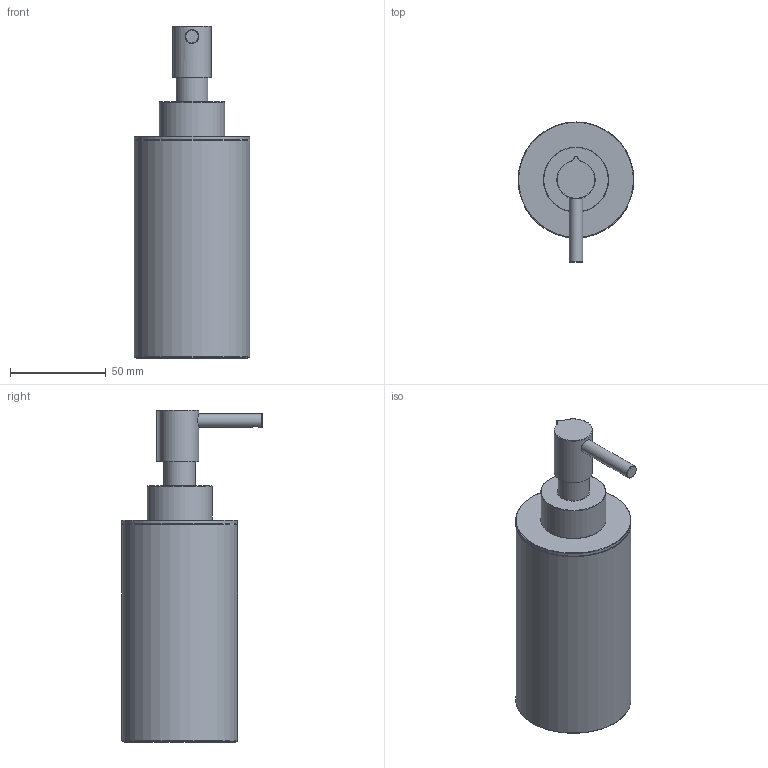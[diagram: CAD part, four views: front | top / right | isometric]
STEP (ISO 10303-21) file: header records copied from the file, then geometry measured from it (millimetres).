
FILE_DESCRIPTION(/* description */ ('Unknown'),/* implementation_level */ '2;1');
FILE_NAME(/* name */ 'GTA10-00',/* time_stamp */ '2026-02-19T10:23:03+01:00',/* author */ ('Unknown'),/* organization */ ('Unknown'),/* preprocessor_version */ 'ST-DEVELOPER v20',/* originating_system */ 'Solid Edge',/* authorisation */ 'Unknown');
FILE_SCHEMA (('MODEL_BASED_INTEGRATED_MANUFACTURING_SCHEMA','AUTOMOTIVE_DESIGN {1 0 10303 214 3 1 1}'));
Length unit declared in the file: millimetre
Products named in the file (9): GTA10-00; GTA09-01; GTA09-001_oa_0; GTA09-02; GTA09-04; GTA09-03; GTA10-001_oa_1; GTA10-01; GTA01-09
Assembly tree (8 placements, depth 3):
  GTA10-00
    GTA09-01
    GTA09-001_oa_0
      GTA09-02
      GTA09-04
      GTA09-03
    GTA10-001_oa_1
      GTA10-01
      GTA01-09
Bounding box: 60.3 x 73.15 x 173.1 mm (x, y, z)
Volume: 53072.4 mm3; surface area: 66398.3 mm2
Topology: 6 solids, 6 shells, 91 faces, 172 edges, 101 vertices
Faces by surface type: cylinder 33, plane 26, torus 21, cone 6, sphere 4, bspline 1
Full cylindrical faces by diameter (mm): 3.2 x1, 3.25 x1, 4.134 x2, 4.917 x2, 5.5 x1, 6 x2, 7 x1, 7.2 x1, 11 x1, 16.5 x1, 18 x1, 27 x1, 30.7 x1, 31 x1, 34 x1, 45 x1, 54.7 x1, 57.3 x1, 57.7 x2, 58 x2, 60.3 x2
Entity records: 2599 total; most frequent: CARTESIAN_POINT 438, DIRECTION 400, ORIENTED_EDGE 218, AXIS2_PLACEMENT_3D 197, FACE_BOUND 162, EDGE_LOOP 161, EDGE_CURVE 109, CIRCLE 98
